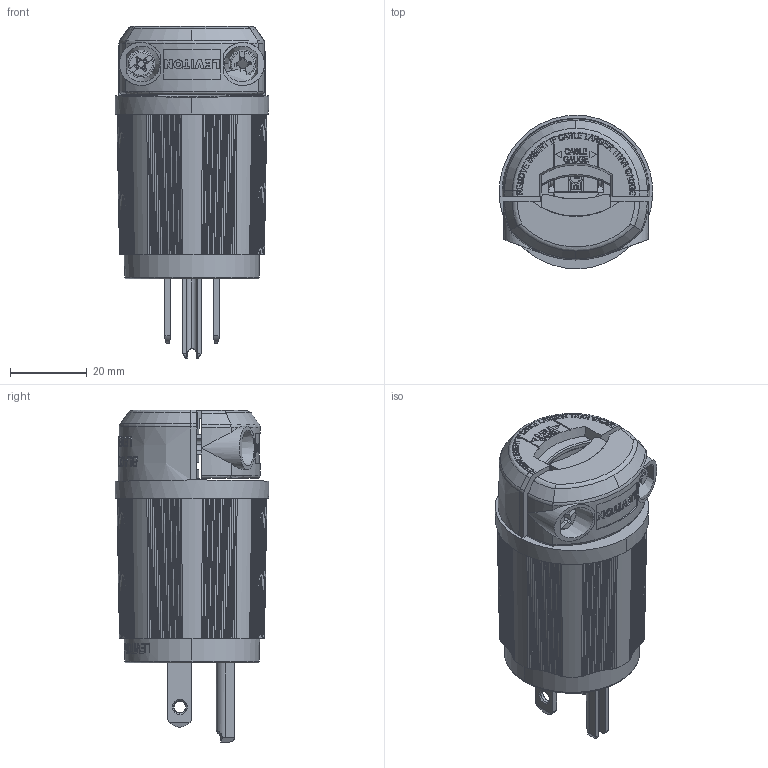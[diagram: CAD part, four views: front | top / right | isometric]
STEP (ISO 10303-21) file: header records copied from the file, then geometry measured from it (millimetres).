
FILE_DESCRIPTION (( 'STEP AP214' ), '1' );
FILE_NAME ('ORC5398-M01.STEP', '2024-10-15T15:57:07', ( '' ), ( '' ), 'SwSTEP 2.0', 'SolidWorks 2024', '' );
FILE_SCHEMA (( 'AUTOMOTIVE_DESIGN' ));
Products named in the file (1): ORC5398-M01
Bounding box: 40.09 x 40.12 x 86.72 mm (x, y, z)
Surface area: 14624 mm2 (no closed solid volume)
Topology: 0 solids, 19 shells, 2178 faces, 7229 edges, 4971 vertices
Faces by surface type: plane 1015, bspline 740, cone 300, cylinder 91, torus 32
Entity records: 138324 total; most frequent: CARTESIAN_POINT 81619, ORIENTED_EDGE 12670, DIRECTION 9623, EDGE_CURVE 7229, VERTEX_POINT 4971, VECTOR 3423, LINE 3423, AXIS2_PLACEMENT_3D 3100
